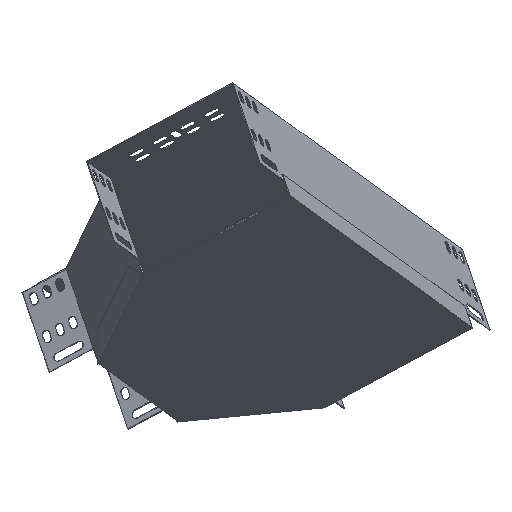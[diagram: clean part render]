
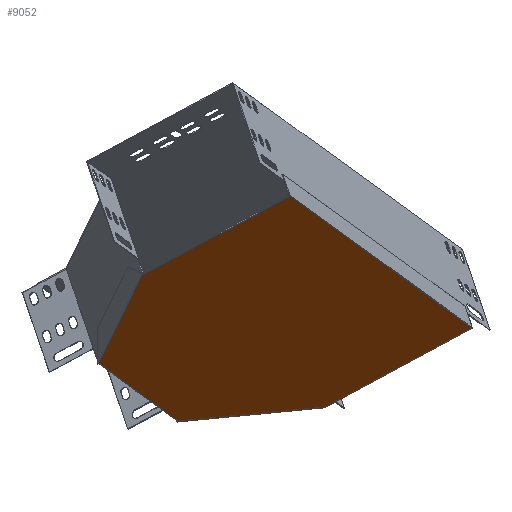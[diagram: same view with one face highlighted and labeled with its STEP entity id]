
A CAD part, front view. The second image highlights one B-rep face of the part: STEP entity #9052.
In plain terms, the highlighted planar face has unit normal (0.283, -0.485, -0.827).
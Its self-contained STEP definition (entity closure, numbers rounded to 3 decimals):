
#55 = EDGE_CURVE ( 'NONE', #7896, #8606, #5852, .T. ) ;
#102 = EDGE_CURVE ( 'NONE', #2679, #1662, #5674, .T. ) ;
#177 = CARTESIAN_POINT ( 'NONE',  ( -25.029, 214.676, -128.089 ) ) ;
#252 = DIRECTION ( 'NONE',  ( -0.283, 0.485, 0.827 ) ) ;
#468 = CARTESIAN_POINT ( 'NONE',  ( 104.731, 269.587, -115.942 ) ) ;
#649 = AXIS2_PLACEMENT_3D ( 'NONE', #9483, #252, #11270 ) ;
#728 = EDGE_LOOP ( 'NONE', ( #10500, #10731, #10932, #10985, #11193, #11329, #11379, #11564, #11589, #11736 ) ) ;
#1320 = CARTESIAN_POINT ( 'NONE',  ( -95.202, 90.276, -79.084 ) ) ;
#1662 = VERTEX_POINT ( 'NONE', #2726 ) ;
#2232 = DIRECTION ( 'NONE',  ( 0.276, -0.785, 0.555 ) ) ;
#2543 = VECTOR ( 'NONE', #5844, 1000. ) ;
#2547 = LINE ( 'NONE', #4959, #2543 ) ;
#2587 = VECTOR ( 'NONE', #10631, 1000. ) ;
#2619 = VERTEX_POINT ( 'NONE', #10701 ) ;
#2636 = LINE ( 'NONE', #6661, #2683 ) ;
#2645 = VECTOR ( 'NONE', #4929, 1000. ) ;
#2658 = LINE ( 'NONE', #9726, #2587 ) ;
#2668 = VECTOR ( 'NONE', #11425, 1000. ) ;
#2679 = VERTEX_POINT ( 'NONE', #4151 ) ;
#2683 = VECTOR ( 'NONE', #5801, 1000. ) ;
#2687 = VECTOR ( 'NONE', #4009, 1000. ) ;
#2693 = LINE ( 'NONE', #10594, #2668 ) ;
#2707 = VECTOR ( 'NONE', #2232, 1000. ) ;
#2717 = LINE ( 'NONE', #9675, #2687 ) ;
#2724 = LINE ( 'NONE', #468, #2645 ) ;
#2726 = CARTESIAN_POINT ( 'NONE',  ( 232.925, 226.234, -46.67 ) ) ;
#2770 = LINE ( 'NONE', #11391, #2812 ) ;
#2779 = LINE ( 'NONE', #1320, #2707 ) ;
#2812 = VECTOR ( 'NONE', #5765, 1000. ) ;
#3802 = VERTEX_POINT ( 'NONE', #8653 ) ;
#4009 = DIRECTION ( 'NONE',  ( 0.919, 0.385, 0.088 ) ) ;
#4151 = CARTESIAN_POINT ( 'NONE',  ( 104.897, 269.116, -115.609 ) ) ;
#4517 = CARTESIAN_POINT ( 'NONE',  ( 72.726, -63.739, 68.712 ) ) ;
#4590 = VERTEX_POINT ( 'NONE', #7947 ) ;
#4929 = DIRECTION ( 'NONE',  ( 0.276, -0.785, 0.555 ) ) ;
#4959 = CARTESIAN_POINT ( 'NONE',  ( -93.604, 89.927, -78.332 ) ) ;
#5227 = VERTEX_POINT ( 'NONE', #11775 ) ;
#5475 = CARTESIAN_POINT ( 'NONE',  ( 104.897, 269.116, -115.609 ) ) ;
#5641 = VECTOR ( 'NONE', #6372, 1000. ) ;
#5674 = LINE ( 'NONE', #5475, #5641 ) ;
#5765 = DIRECTION ( 'NONE',  ( 0.919, 0.385, 0.088 ) ) ;
#5767 = VECTOR ( 'NONE', #7202, 1000. ) ;
#5801 = DIRECTION ( 'NONE',  ( 0.919, 0.385, 0.088 ) ) ;
#5844 = DIRECTION ( 'NONE',  ( 0.455, 0.827, -0.33 ) ) ;
#5852 = LINE ( 'NONE', #4517, #5767 ) ;
#6372 = DIRECTION ( 'NONE',  ( 0.845, -0.283, 0.455 ) ) ;
#6661 = CARTESIAN_POINT ( 'NONE',  ( -26.454, 215.34, -128.965 ) ) ;
#6684 = VERTEX_POINT ( 'NONE', #177 ) ;
#7202 = DIRECTION ( 'NONE',  ( -0.845, 0.283, -0.455 ) ) ;
#7560 = VERTEX_POINT ( 'NONE', #8992 ) ;
#7896 = VERTEX_POINT ( 'NONE', #10010 ) ;
#7947 = CARTESIAN_POINT ( 'NONE',  ( -93.604, 89.927, -78.332 ) ) ;
#8301 = FACE_OUTER_BOUND ( 'NONE', #728, .T. ) ;
#8606 = VERTEX_POINT ( 'NONE', #11015 ) ;
#8653 = CARTESIAN_POINT ( 'NONE',  ( 104.511, 270.215, -116.386 ) ) ;
#8992 = CARTESIAN_POINT ( 'NONE',  ( -25.415, 215.775, -128.865 ) ) ;
#9052 = ADVANCED_FACE ( 'NONE', ( #8301 ), #10438, .F. ) ;
#9483 = CARTESIAN_POINT ( 'NONE',  ( -122.992, 173.629, -137.498 ) ) ;
#9675 = CARTESIAN_POINT ( 'NONE',  ( -55.178, -21.315, 0.084 ) ) ;
#9726 = CARTESIAN_POINT ( 'NONE',  ( -25.194, 215.147, -128.421 ) ) ;
#10010 = CARTESIAN_POINT ( 'NONE',  ( 73.401, -63.965, 69.076 ) ) ;
#10438 = PLANE ( 'NONE',  #649 ) ;
#10500 = ORIENTED_EDGE ( 'NONE', *, *, #10653, .T. ) ;
#10540 = EDGE_CURVE ( 'NONE', #5227, #4590, #2770, .T. ) ;
#10558 = EDGE_CURVE ( 'NONE', #5227, #2619, #2779, .T. ) ;
#10572 = EDGE_CURVE ( 'NONE', #2619, #8606, #2717, .T. ) ;
#10573 = EDGE_CURVE ( 'NONE', #7896, #1662, #2693, .T. ) ;
#10589 = EDGE_CURVE ( 'NONE', #3802, #2679, #2724, .T. ) ;
#10594 = CARTESIAN_POINT ( 'NONE',  ( 72.887, -64.901, 69.449 ) ) ;
#10616 = EDGE_CURVE ( 'NONE', #7560, #3802, #2636, .T. ) ;
#10618 = EDGE_CURVE ( 'NONE', #7560, #6684, #2658, .T. ) ;
#10631 = DIRECTION ( 'NONE',  ( 0.276, -0.785, 0.555 ) ) ;
#10653 = EDGE_CURVE ( 'NONE', #4590, #6684, #2547, .T. ) ;
#10701 = CARTESIAN_POINT ( 'NONE',  ( -55.913, -21.623, 0.013 ) ) ;
#10731 = ORIENTED_EDGE ( 'NONE', *, *, #10618, .F. ) ;
#10932 = ORIENTED_EDGE ( 'NONE', *, *, #10616, .T. ) ;
#10985 = ORIENTED_EDGE ( 'NONE', *, *, #10589, .T. ) ;
#11015 = CARTESIAN_POINT ( 'NONE',  ( -54.627, -21.084, 0.137 ) ) ;
#11193 = ORIENTED_EDGE ( 'NONE', *, *, #102, .T. ) ;
#11270 = DIRECTION ( 'NONE',  ( -0.455, -0.827, 0.33 ) ) ;
#11329 = ORIENTED_EDGE ( 'NONE', *, *, #10573, .F. ) ;
#11379 = ORIENTED_EDGE ( 'NONE', *, *, #55, .T. ) ;
#11391 = CARTESIAN_POINT ( 'NONE',  ( -94.155, 89.696, -78.385 ) ) ;
#11425 = DIRECTION ( 'NONE',  ( 0.455, 0.827, -0.33 ) ) ;
#11564 = ORIENTED_EDGE ( 'NONE', *, *, #10572, .F. ) ;
#11589 = ORIENTED_EDGE ( 'NONE', *, *, #10558, .F. ) ;
#11736 = ORIENTED_EDGE ( 'NONE', *, *, #10540, .T. ) ;
#11775 = CARTESIAN_POINT ( 'NONE',  ( -94.89, 89.388, -78.456 ) ) ;
